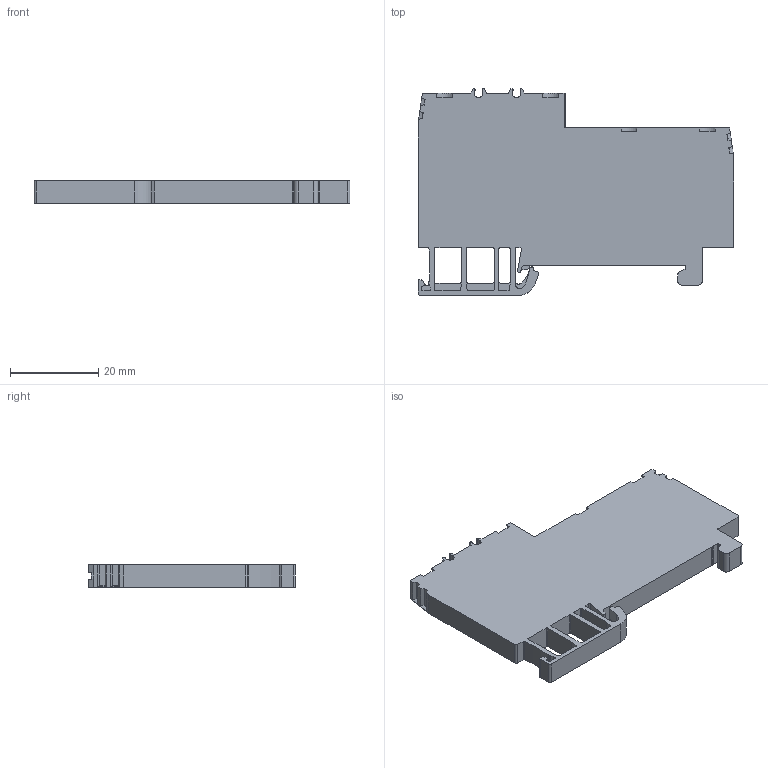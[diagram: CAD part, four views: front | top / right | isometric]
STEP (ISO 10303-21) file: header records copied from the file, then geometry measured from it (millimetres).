
FILE_DESCRIPTION(('FreeCAD Model'),'2;1');
FILE_NAME('3296_FIK_2,5_3_LED(RD).stp','2018-09-09T13:05:59',('Author'),(''), 'Open CASCADE STEP processor 7.2','FreeCAD','Unknown');
FILE_SCHEMA(('AUTOMOTIVE_DESIGN { 1 0 10303 214 1 1 1 1 }'));
Length unit declared in the file: millimetre
Products named in the file (1): 3296_FIK_2,5_3_LED(RD)
Bounding box: 71.5 x 46.8 x 5.1 mm (x, y, z)
Volume: 12391.8 mm3; surface area: 7036.4 mm2
Topology: 1 solids, 1 shells, 345 faces, 1009 edges, 669 vertices
Faces by surface type: plane 203, cylinder 135, bspline 7
Entity records: 29181 total; most frequent: CARTESIAN_POINT 9260, DIRECTION 3684, LINE 2346, VECTOR 2346, ORIENTED_EDGE 2018, PCURVE 2018, DEFINITIONAL_REPRESENTATION 2018, EDGE_CURVE 1009
